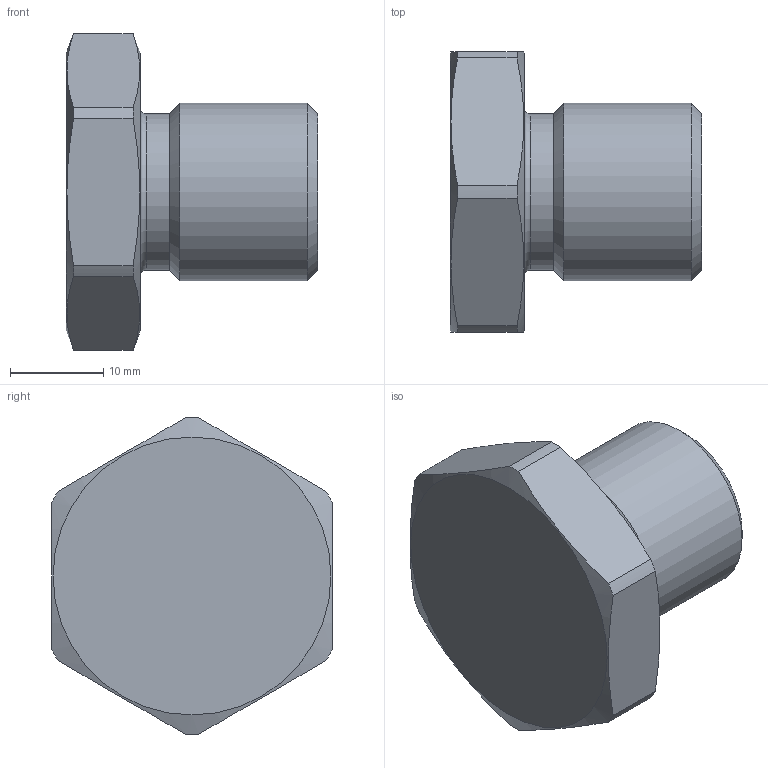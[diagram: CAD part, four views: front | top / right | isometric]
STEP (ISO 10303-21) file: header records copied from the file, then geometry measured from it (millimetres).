
FILE_DESCRIPTION(/* description */ (''),/* implementation_level */ '2;1');
FILE_NAME(/* name */ '3-4-16 UNF.stp',/* time_stamp */ '2021-01-12T14:51:14+01:00',/* author */ ('sh'),/* organization */ (''),/* preprocessor_version */ 'ST-DEVELOPER v17.2',/* originating_system */ 'Autodesk Inventor 2019',/* authorisation */ '');
FILE_SCHEMA (('AUTOMOTIVE_DESIGN { 1 0 10303 214 3 1 1 }'));
Length unit declared in the file: inch
Products named in the file (1): 01501550
Bounding box: 26.97 x 30.15 x 34.04 mm (x, y, z)
Volume: 11122.7 mm3; surface area: 3661.3 mm2
Topology: 1 solids, 1 shells, 31 faces, 80 edges, 55 vertices
Faces by surface type: plane 12, cylinder 10, torus 5, cone 4
Full cylindrical faces by diameter (mm): 16.764 x1, 19.05 x1, 22.225 x1, 26.746 x1
Entity records: 1022 total; most frequent: CARTESIAN_POINT 191, DIRECTION 180, ORIENTED_EDGE 160, EDGE_CURVE 80, AXIS2_PLACEMENT_3D 80, VERTEX_POINT 55, CIRCLE 48, EDGE_LOOP 35
